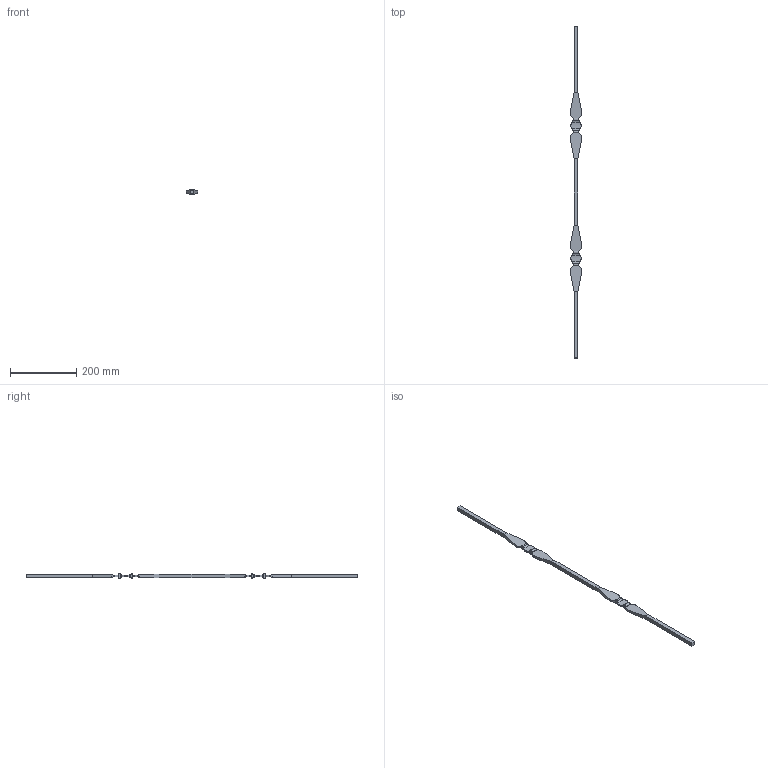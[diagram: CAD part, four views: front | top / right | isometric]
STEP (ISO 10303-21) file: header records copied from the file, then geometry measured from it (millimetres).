
FILE_DESCRIPTION (( 'STEP AP203' ), '1' );
FILE_NAME ('1295.STEP', '2023-05-02T11:17:09', ( '' ), ( '' ), 'SwSTEP 2.0', 'SolidWorks 2018', '' );
FILE_SCHEMA (( 'CONFIG_CONTROL_DESIGN' ));
Length unit declared in the file: millimetre
Products named in the file (1): 1295
Bounding box: 34.98 x 1000 x 13.5 mm (x, y, z)
Volume: 160455.3 mm3; surface area: 56250.5 mm2
Topology: 1 solids, 1 shells, 299 faces, 808 edges, 528 vertices
Faces by surface type: plane 164, bspline 91, cylinder 44
Entity records: 13549 total; most frequent: CARTESIAN_POINT 6703, ORIENTED_EDGE 1616, DIRECTION 1020, EDGE_CURVE 808, VERTEX_POINT 528, LINE 522, VECTOR 522, EDGE_LOOP 316
